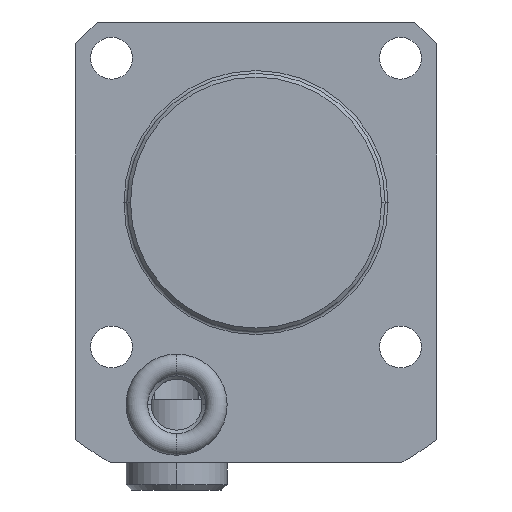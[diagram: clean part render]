
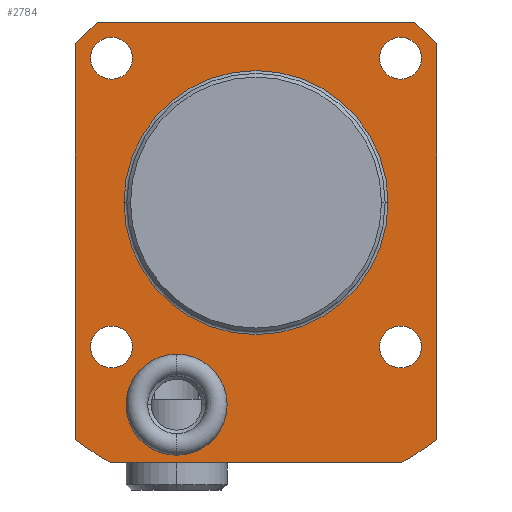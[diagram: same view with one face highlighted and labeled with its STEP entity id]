
A CAD part, front view. The second image highlights one B-rep face of the part: STEP entity #2784.
In plain terms, the highlighted planar face has unit normal (0, -1, 0).
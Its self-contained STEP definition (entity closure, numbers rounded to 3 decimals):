
#317=CARTESIAN_POINT('',(0.,0.,0.));
#318=DIRECTION('',(0.,1.,0.));
#319=DIRECTION('',(-1.,0.,0.));
#320=AXIS2_PLACEMENT_3D('',#317,#318,#319);
#325=CARTESIAN_POINT('',(0.,0.,0.));
#326=DIRECTION('',(0.,1.,0.));
#327=DIRECTION('',(1.,0.,0.));
#328=AXIS2_PLACEMENT_3D('',#325,#326,#327);
#333=DIRECTION('',(1.,0.,0.));
#334=VECTOR('',#333,40.379);
#335=CARTESIAN_POINT('',(-20.19,0.,-36.));
#336=LINE('',#335,#334);
#340=DIRECTION('',(0.,0.,-1.));
#341=VECTOR('',#340,54.842);
#342=CARTESIAN_POINT('',(-25.,0.,22.));
#343=LINE('',#342,#341);
#347=DIRECTION('',(-0.707,0.,-0.707));
#348=VECTOR('',#347,4.243);
#349=CARTESIAN_POINT('',(-22.,0.,25.));
#350=LINE('',#349,#348);
#354=DIRECTION('',(-1.,0.,0.));
#355=VECTOR('',#354,44.);
#356=CARTESIAN_POINT('',(22.,0.,25.));
#357=LINE('',#356,#355);
#361=DIRECTION('',(-0.707,0.,0.707));
#362=VECTOR('',#361,4.243);
#363=CARTESIAN_POINT('',(25.,0.,22.));
#364=LINE('',#363,#362);
#368=DIRECTION('',(0.,0.,1.));
#369=VECTOR('',#368,54.842);
#370=CARTESIAN_POINT('',(25.,0.,-32.842));
#371=LINE('',#370,#369);
#375=CARTESIAN_POINT('',(-20.,0.,-20.));
#376=DIRECTION('',(0.,1.,0.));
#377=DIRECTION('',(-1.,0.,0.));
#378=AXIS2_PLACEMENT_3D('',#375,#376,#377);
#383=CARTESIAN_POINT('',(-20.,0.,-20.));
#384=DIRECTION('',(0.,1.,0.));
#385=DIRECTION('',(1.,0.,0.));
#386=AXIS2_PLACEMENT_3D('',#383,#384,#385);
#391=CARTESIAN_POINT('',(20.,0.,-20.));
#392=DIRECTION('',(0.,1.,0.));
#393=DIRECTION('',(-1.,0.,0.));
#394=AXIS2_PLACEMENT_3D('',#391,#392,#393);
#399=CARTESIAN_POINT('',(20.,0.,-20.));
#400=DIRECTION('',(0.,1.,0.));
#401=DIRECTION('',(1.,0.,0.));
#402=AXIS2_PLACEMENT_3D('',#399,#400,#401);
#407=CARTESIAN_POINT('',(20.,0.,20.));
#408=DIRECTION('',(0.,1.,0.));
#409=DIRECTION('',(-1.,0.,0.));
#410=AXIS2_PLACEMENT_3D('',#407,#408,#409);
#415=CARTESIAN_POINT('',(20.,0.,20.));
#416=DIRECTION('',(0.,1.,0.));
#417=DIRECTION('',(1.,0.,0.));
#418=AXIS2_PLACEMENT_3D('',#415,#416,#417);
#423=CARTESIAN_POINT('',(-20.,0.,20.));
#424=DIRECTION('',(0.,1.,0.));
#425=DIRECTION('',(-1.,0.,0.));
#426=AXIS2_PLACEMENT_3D('',#423,#424,#425);
#431=CARTESIAN_POINT('',(-20.,0.,20.));
#432=DIRECTION('',(0.,1.,0.));
#433=DIRECTION('',(1.,0.,0.));
#434=AXIS2_PLACEMENT_3D('',#431,#432,#433);
#439=CARTESIAN_POINT('',(-11.,0.,-28.));
#440=DIRECTION('',(0.,-1.,0.));
#441=DIRECTION('',(-1.,0.,0.));
#442=AXIS2_PLACEMENT_3D('',#439,#440,#441);
#447=CARTESIAN_POINT('',(-11.,0.,-28.));
#448=DIRECTION('',(0.,-1.,0.));
#449=DIRECTION('',(1.,0.,0.));
#450=AXIS2_PLACEMENT_3D('',#447,#448,#449);
#585=CARTESIAN_POINT('',(0.,0.,0.));
#586=DIRECTION('',(0.,-1.,0.));
#587=DIRECTION('',(-0.606,0.,-0.796));
#588=AXIS2_PLACEMENT_3D('',#585,#586,#587);
#600=CARTESIAN_POINT('',(0.,0.,0.));
#601=DIRECTION('',(0.,-1.,0.));
#602=DIRECTION('',(0.489,0.,-0.872));
#603=AXIS2_PLACEMENT_3D('',#600,#601,#602);
#2154=CARTESIAN_POINT('',(-20.19,0.,-36.));
#2155=CARTESIAN_POINT('',(20.19,0.,-36.));
#2156=VERTEX_POINT('',#2154);
#2157=VERTEX_POINT('',#2155);
#2158=CARTESIAN_POINT('',(25.,0.,-32.842));
#2159=CARTESIAN_POINT('',(25.,0.,22.));
#2160=VERTEX_POINT('',#2158);
#2161=VERTEX_POINT('',#2159);
#2168=CARTESIAN_POINT('',(-25.,0.,-32.842));
#2169=VERTEX_POINT('',#2168);
#2170=CARTESIAN_POINT('',(-22.9,0.,-20.));
#2171=CARTESIAN_POINT('',(-17.1,0.,-20.));
#2172=VERTEX_POINT('',#2170);
#2173=VERTEX_POINT('',#2171);
#2174=CARTESIAN_POINT('',(17.1,0.,-20.));
#2175=CARTESIAN_POINT('',(22.9,0.,-20.));
#2176=VERTEX_POINT('',#2174);
#2177=VERTEX_POINT('',#2175);
#2178=CARTESIAN_POINT('',(17.1,0.,20.));
#2179=CARTESIAN_POINT('',(22.9,0.,20.));
#2180=VERTEX_POINT('',#2178);
#2181=VERTEX_POINT('',#2179);
#2182=CARTESIAN_POINT('',(-22.9,0.,20.));
#2183=CARTESIAN_POINT('',(-17.1,0.,20.));
#2184=VERTEX_POINT('',#2182);
#2185=VERTEX_POINT('',#2183);
#2214=CARTESIAN_POINT('',(-18.285,0.,0.));
#2215=CARTESIAN_POINT('',(18.285,0.,0.));
#2216=VERTEX_POINT('',#2214);
#2217=VERTEX_POINT('',#2215);
#2306=CARTESIAN_POINT('',(-18.,0.,-28.));
#2307=CARTESIAN_POINT('',(-4.,0.,-28.));
#2308=VERTEX_POINT('',#2306);
#2309=VERTEX_POINT('',#2307);
#2420=CARTESIAN_POINT('',(22.,0.,25.));
#2421=VERTEX_POINT('',#2420);
#2422=CARTESIAN_POINT('',(-22.,0.,25.));
#2423=VERTEX_POINT('',#2422);
#2424=CARTESIAN_POINT('',(-25.,0.,22.));
#2425=VERTEX_POINT('',#2424);
#2726=CARTESIAN_POINT('',(0.,0.,0.));
#2727=DIRECTION('',(0.,-1.,0.));
#2728=DIRECTION('',(-1.,0.,0.));
#2729=AXIS2_PLACEMENT_3D('',#2726,#2727,#2728);
#2730=PLANE('',#2729);
#2732=ORIENTED_EDGE('',*,*,#2731,.F.);
#2734=ORIENTED_EDGE('',*,*,#2733,.F.);
#2736=ORIENTED_EDGE('',*,*,#2735,.F.);
#2738=ORIENTED_EDGE('',*,*,#2737,.F.);
#2740=ORIENTED_EDGE('',*,*,#2739,.F.);
#2742=ORIENTED_EDGE('',*,*,#2741,.F.);
#2744=ORIENTED_EDGE('',*,*,#2743,.F.);
#2746=ORIENTED_EDGE('',*,*,#2745,.F.);
#2747=EDGE_LOOP('',(#2732,#2734,#2736,#2738,#2740,#2742,#2744,#2746));
#2748=FACE_OUTER_BOUND('',#2747,.F.);
#2750=ORIENTED_EDGE('',*,*,#2749,.F.);
#2752=ORIENTED_EDGE('',*,*,#2751,.F.);
#2753=EDGE_LOOP('',(#2750,#2752));
#2754=FACE_BOUND('',#2753,.F.);
#2756=ORIENTED_EDGE('',*,*,#2755,.F.);
#2758=ORIENTED_EDGE('',*,*,#2757,.F.);
#2759=EDGE_LOOP('',(#2756,#2758));
#2760=FACE_BOUND('',#2759,.F.);
#2762=ORIENTED_EDGE('',*,*,#2761,.F.);
#2764=ORIENTED_EDGE('',*,*,#2763,.F.);
#2765=EDGE_LOOP('',(#2762,#2764));
#2766=FACE_BOUND('',#2765,.F.);
#2768=ORIENTED_EDGE('',*,*,#2767,.F.);
#2770=ORIENTED_EDGE('',*,*,#2769,.F.);
#2771=EDGE_LOOP('',(#2768,#2770));
#2772=FACE_BOUND('',#2771,.F.);
#2774=ORIENTED_EDGE('',*,*,#2773,.F.);
#2776=ORIENTED_EDGE('',*,*,#2775,.F.);
#2777=EDGE_LOOP('',(#2774,#2776));
#2778=FACE_BOUND('',#2777,.F.);
#2779=ORIENTED_EDGE('',*,*,#2716,.T.);
#2781=ORIENTED_EDGE('',*,*,#2780,.T.);
#2782=EDGE_LOOP('',(#2779,#2781));
#2783=FACE_BOUND('',#2782,.F.);
#321=CIRCLE('',#320,18.285);
#329=CIRCLE('',#328,18.285);
#379=CIRCLE('',#378,2.9);
#387=CIRCLE('',#386,2.9);
#395=CIRCLE('',#394,2.9);
#403=CIRCLE('',#402,2.9);
#411=CIRCLE('',#410,2.9);
#419=CIRCLE('',#418,2.9);
#427=CIRCLE('',#426,2.9);
#435=CIRCLE('',#434,2.9);
#443=CIRCLE('',#442,7.);
#451=CIRCLE('',#450,7.);
#589=CIRCLE('',#588,41.275);
#604=CIRCLE('',#603,41.275);
#2716=EDGE_CURVE('',#2308,#2309,#443,.T.);
#2731=EDGE_CURVE('',#2156,#2157,#336,.T.);
#2733=EDGE_CURVE('',#2169,#2156,#589,.T.);
#2735=EDGE_CURVE('',#2425,#2169,#343,.T.);
#2737=EDGE_CURVE('',#2423,#2425,#350,.T.);
#2739=EDGE_CURVE('',#2421,#2423,#357,.T.);
#2741=EDGE_CURVE('',#2161,#2421,#364,.T.);
#2743=EDGE_CURVE('',#2160,#2161,#371,.T.);
#2745=EDGE_CURVE('',#2157,#2160,#604,.T.);
#2749=EDGE_CURVE('',#2216,#2217,#321,.T.);
#2751=EDGE_CURVE('',#2217,#2216,#329,.T.);
#2755=EDGE_CURVE('',#2172,#2173,#379,.T.);
#2757=EDGE_CURVE('',#2173,#2172,#387,.T.);
#2761=EDGE_CURVE('',#2176,#2177,#395,.T.);
#2763=EDGE_CURVE('',#2177,#2176,#403,.T.);
#2767=EDGE_CURVE('',#2180,#2181,#411,.T.);
#2769=EDGE_CURVE('',#2181,#2180,#419,.T.);
#2773=EDGE_CURVE('',#2184,#2185,#427,.T.);
#2775=EDGE_CURVE('',#2185,#2184,#435,.T.);
#2780=EDGE_CURVE('',#2309,#2308,#451,.T.);
#2784=ADVANCED_FACE('',(#2748,#2754,#2760,#2766,#2772,#2778,#2783),#2730,.T.);
